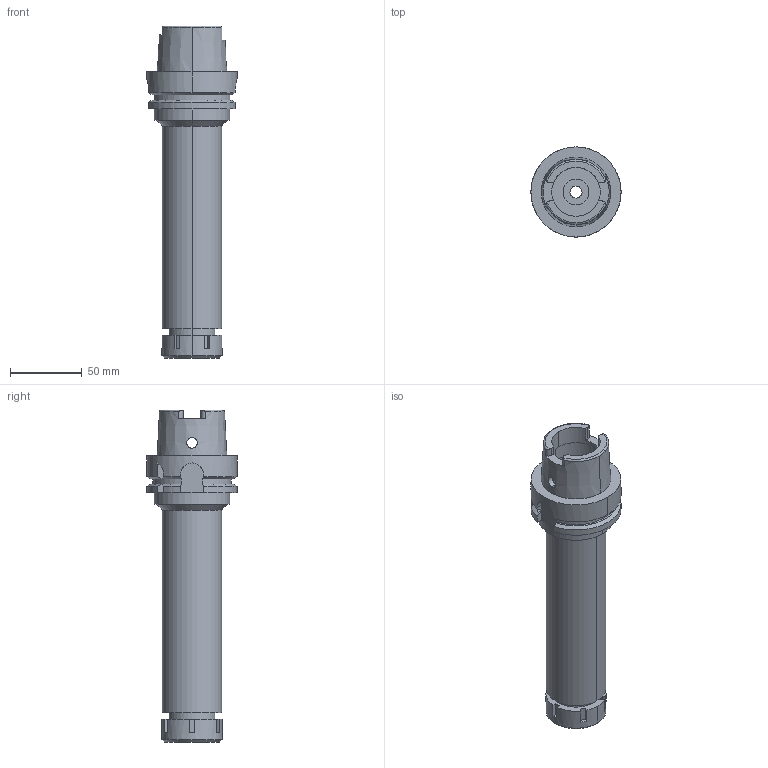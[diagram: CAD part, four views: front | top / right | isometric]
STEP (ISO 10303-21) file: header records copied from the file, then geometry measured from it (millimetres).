
FILE_DESCRIPTION((''),'2;1');
FILE_NAME('HA63NB16200-160_ASM','2017-11-08T',('ykawabe'),(''),'CREO PARAMETRIC BY PTC INC, 2016380','CREO PARAMETRIC BY PTC INC, 2016380','');
FILE_SCHEMA(('AUTOMOTIVE_DESIGN { 1 0 10303 214 1 1 1 1 }'));
Length unit declared in the file: millimetre
Products named in the file (5): HSK-A63-NBS16-200_1; NBC16-16_1; NBN16_1; DXF_TEMP_ASSY_ASM_4_ASM; HA63NB16200-160_ASM
Assembly tree (4 placements, depth 3):
  HA63NB16200-160_ASM
    DXF_TEMP_ASSY_ASM_4_ASM
      HSK-A63-NBS16-200_1
      NBC16-16_1
      NBN16_1
Bounding box: 63 x 63 x 232 mm (x, y, z)
Volume: 292269.4 mm3; surface area: 61820.5 mm2
Topology: 3 solids, 3 shells, 156 faces, 413 edges, 275 vertices
Faces by surface type: plane 75, cylinder 55, cone 22, torus 4
Entity records: 7179 total; most frequent: CARTESIAN_POINT 1166, DIRECTION 900, ORIENTED_EDGE 826, PRESENTATION_STYLE_ASSIGNMENT 421, STYLED_ITEM 421, CURVE_STYLE 418, EDGE_CURVE 413, AXIS2_PLACEMENT_3D 348
